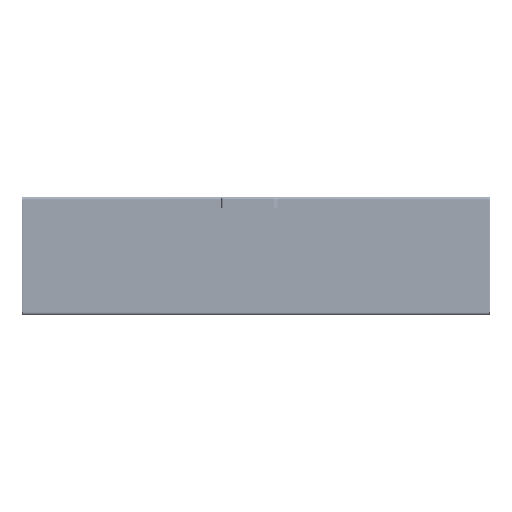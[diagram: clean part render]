
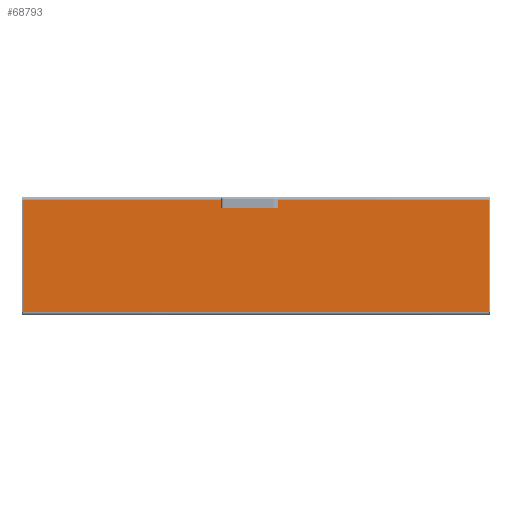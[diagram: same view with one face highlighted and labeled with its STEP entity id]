
A CAD part, top view. The second image highlights one B-rep face of the part: STEP entity #68793.
In plain terms, the highlighted planar face has unit normal (0, 0, 1).
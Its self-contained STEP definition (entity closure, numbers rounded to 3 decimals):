
#3420 = CARTESIAN_POINT ( 'NONE',  ( -14.338, 171., 2. ) ) ;
#3744 = CARTESIAN_POINT ( 'NONE',  ( 54.3, 180., 2. ) ) ;
#3800 = CARTESIAN_POINT ( 'NONE',  ( 775.49, 187.5, 2. ) ) ;
#9775 = CIRCLE ( 'NONE', #45834, 4.5 ) ;
#10002 = VECTOR ( 'NONE', #10401, 1000. ) ;
#10240 = DIRECTION ( 'NONE',  ( 1., 0., 0. ) ) ;
#10243 = DIRECTION ( 'NONE',  ( 0., 0., 1. ) ) ;
#10327 = CARTESIAN_POINT ( 'NONE',  ( -54.3, 175.5, 2. ) ) ;
#10331 = DIRECTION ( 'NONE',  ( 1., 0., 0. ) ) ;
#10337 = DIRECTION ( 'NONE',  ( 1., 0., 0. ) ) ;
#10351 = DIRECTION ( 'NONE',  ( 0., 0., 1. ) ) ;
#10354 = CARTESIAN_POINT ( 'NONE',  ( -14.338, 171., 2. ) ) ;
#10367 = DIRECTION ( 'NONE',  ( 1., 0., 0. ) ) ;
#10369 = DIRECTION ( 'NONE',  ( 0., 0., 1. ) ) ;
#10372 = CARTESIAN_POINT ( 'NONE',  ( 775.49, 187.5, 2. ) ) ;
#10379 = DIRECTION ( 'NONE',  ( 0., 1., 0. ) ) ;
#10389 = CIRCLE ( 'NONE', #45900, 4.5 ) ;
#10401 = DIRECTION ( 'NONE',  ( -1., 0., 0. ) ) ;
#10432 = DIRECTION ( 'NONE',  ( 0., 0., 1. ) ) ;
#10436 = CARTESIAN_POINT ( 'NONE',  ( -26., 175.5, 2. ) ) ;
#10487 = DIRECTION ( 'NONE',  ( 1., 0., 0. ) ) ;
#10490 = CARTESIAN_POINT ( 'NONE',  ( -37.662, 180., 2. ) ) ;
#10539 = CARTESIAN_POINT ( 'NONE',  ( 37.662, 171., 2. ) ) ;
#10543 = DIRECTION ( 'NONE',  ( -1., 0., 0. ) ) ;
#10546 = DIRECTION ( 'NONE',  ( 0., 0., 1. ) ) ;
#10599 = CARTESIAN_POINT ( 'NONE',  ( -37.662, 171., 2. ) ) ;
#10605 = DIRECTION ( 'NONE',  ( 1., 0., 0. ) ) ;
#10700 = VECTOR ( 'NONE', #10487, 1000. ) ;
#10749 = LINE ( 'NONE', #10599, #10700 ) ;
#11101 = CARTESIAN_POINT ( 'NONE',  ( 775.49, 187.5, 2. ) ) ;
#11239 = CIRCLE ( 'NONE', #45876, 12.5 ) ;
#11353 = LINE ( 'NONE', #10490, #10002 ) ;
#11376 = CARTESIAN_POINT ( 'NONE',  ( -26., 175.5, 2. ) ) ;
#11381 = DIRECTION ( 'NONE',  ( -1., 0., 0. ) ) ;
#12012 = DIRECTION ( 'NONE',  ( -1., 0., 0. ) ) ;
#12014 = CARTESIAN_POINT ( 'NONE',  ( 37.662, 180., 2. ) ) ;
#12041 = CARTESIAN_POINT ( 'NONE',  ( 54.3, 175.5, 2. ) ) ;
#12045 = DIRECTION ( 'NONE',  ( -1., 0., 0. ) ) ;
#12076 = DIRECTION ( 'NONE',  ( 1., 0., 0. ) ) ;
#12079 = CARTESIAN_POINT ( 'NONE',  ( -775.49, -187.5, 2. ) ) ;
#12110 = DIRECTION ( 'NONE',  ( -1., 0., 0. ) ) ;
#12112 = DIRECTION ( 'NONE',  ( 0., 0., 1. ) ) ;
#12138 = DIRECTION ( 'NONE',  ( 0., -1., 0. ) ) ;
#12141 = CARTESIAN_POINT ( 'NONE',  ( -775.49, 195., 2. ) ) ;
#12172 = CARTESIAN_POINT ( 'NONE',  ( 26., 175.5, 2. ) ) ;
#12176 = DIRECTION ( 'NONE',  ( -1., 0., 0. ) ) ;
#12913 = DIRECTION ( 'NONE',  ( -1., 0., 0. ) ) ;
#12916 = DIRECTION ( 'NONE',  ( 0., 0., 1. ) ) ;
#13000 = VERTEX_POINT ( 'NONE', #39343 ) ;
#13029 = VERTEX_POINT ( 'NONE', #39333 ) ;
#13032 = VERTEX_POINT ( 'NONE', #39332 ) ;
#13053 = VERTEX_POINT ( 'NONE', #39328 ) ;
#13055 = CARTESIAN_POINT ( 'NONE',  ( 54.3, 175.5, 2. ) ) ;
#13151 = VERTEX_POINT ( 'NONE', #39301 ) ;
#13266 = VERTEX_POINT ( 'NONE', #39273 ) ;
#13290 = CARTESIAN_POINT ( 'NONE',  ( 26., 175.5, 2. ) ) ;
#13306 = VERTEX_POINT ( 'NONE', #39262 ) ;
#13321 = VERTEX_POINT ( 'NONE', #39259 ) ;
#13336 = CARTESIAN_POINT ( 'NONE',  ( 775.49, -195., 2. ) ) ;
#13373 = VERTEX_POINT ( 'NONE', #39244 ) ;
#13581 = VERTEX_POINT ( 'NONE', #39185 ) ;
#13679 = VERTEX_POINT ( 'NONE', #39145 ) ;
#13687 = VERTEX_POINT ( 'NONE', #39142 ) ;
#13725 = VERTEX_POINT ( 'NONE', #39125 ) ;
#13796 = VERTEX_POINT ( 'NONE', #39098 ) ;
#14125 = VECTOR ( 'NONE', #10337, 1000. ) ;
#26431 = EDGE_CURVE ( 'NONE', #13321, #38944, #56781, .T. ) ;
#26505 = EDGE_CURVE ( 'NONE', #38568, #13306, #56583, .T. ) ;
#26509 = EDGE_CURVE ( 'NONE', #13796, #38568, #56574, .T. ) ;
#26512 = EDGE_CURVE ( 'NONE', #13581, #13266, #56560, .T. ) ;
#26513 = EDGE_CURVE ( 'NONE', #13687, #13581, #56555, .T. ) ;
#26515 = EDGE_CURVE ( 'NONE', #13687, #13053, #56547, .T. ) ;
#26516 = EDGE_CURVE ( 'NONE', #13266, #13796, #56578, .T. ) ;
#26517 = EDGE_CURVE ( 'NONE', #13032, #13306, #57677, .T. ) ;
#26519 = EDGE_CURVE ( 'NONE', #38944, #13032, #56596, .T. ) ;
#26522 = EDGE_CURVE ( 'NONE', #13373, #13679, #57646, .T. ) ;
#26524 = EDGE_CURVE ( 'NONE', #13725, #13321, #9775, .T. ) ;
#26526 = EDGE_CURVE ( 'NONE', #39424, #13373, #57762, .T. ) ;
#26527 = EDGE_CURVE ( 'NONE', #13679, #13725, #57720, .T. ) ;
#26529 = EDGE_CURVE ( 'NONE', #13029, #39424, #11239, .T. ) ;
#26531 = EDGE_CURVE ( 'NONE', #13000, #13029, #10749, .T. ) ;
#26534 = EDGE_CURVE ( 'NONE', #13151, #13000, #10389, .T. ) ;
#26536 = EDGE_CURVE ( 'NONE', #13053, #13151, #11353, .T. ) ;
#38568 = VERTEX_POINT ( 'NONE', #3800 ) ;
#38944 = VERTEX_POINT ( 'NONE', #3744 ) ;
#39098 = CARTESIAN_POINT ( 'NONE',  ( 775.49, -187.5, 2. ) ) ;
#39125 = CARTESIAN_POINT ( 'NONE',  ( 54.3, 171., 2. ) ) ;
#39142 = CARTESIAN_POINT ( 'NONE',  ( -29.5, 187.5, 2. ) ) ;
#39145 = CARTESIAN_POINT ( 'NONE',  ( 37.662, 171., 2. ) ) ;
#39185 = CARTESIAN_POINT ( 'NONE',  ( -775.49, 187.5, 2. ) ) ;
#39244 = CARTESIAN_POINT ( 'NONE',  ( 14.338, 171., 2. ) ) ;
#39259 = CARTESIAN_POINT ( 'NONE',  ( 58.8, 175.5, 2. ) ) ;
#39262 = CARTESIAN_POINT ( 'NONE',  ( 29.5, 187.5, 2. ) ) ;
#39273 = CARTESIAN_POINT ( 'NONE',  ( -775.49, -187.5, 2. ) ) ;
#39301 = CARTESIAN_POINT ( 'NONE',  ( -54.3, 180., 2. ) ) ;
#39328 = CARTESIAN_POINT ( 'NONE',  ( -37.662, 180., 2. ) ) ;
#39332 = CARTESIAN_POINT ( 'NONE',  ( 37.662, 180., 2. ) ) ;
#39333 = CARTESIAN_POINT ( 'NONE',  ( -37.662, 171., 2. ) ) ;
#39343 = CARTESIAN_POINT ( 'NONE',  ( -54.3, 171., 2. ) ) ;
#39424 = VERTEX_POINT ( 'NONE', #3420 ) ;
#45389 = FACE_OUTER_BOUND ( 'NONE', #55496, .T. ) ;
#45796 = AXIS2_PLACEMENT_3D ( 'NONE', #12172, #10351, #12045 ) ;
#45831 = AXIS2_PLACEMENT_3D ( 'NONE', #13290, #12112, #12110 ) ;
#45834 = AXIS2_PLACEMENT_3D ( 'NONE', #12041, #10546, #10543 ) ;
#45876 = AXIS2_PLACEMENT_3D ( 'NONE', #10436, #10432, #10331 ) ;
#45900 = AXIS2_PLACEMENT_3D ( 'NONE', #10327, #10243, #10240 ) ;
#46022 = AXIS2_PLACEMENT_3D ( 'NONE', #13055, #12916, #12913 ) ;
#46079 = AXIS2_PLACEMENT_3D ( 'NONE', #11376, #10369, #10367 ) ;
#55496 = EDGE_LOOP ( 'NONE', ( #75983, #75984, #75985, #75986, #75987, #75988, #75989, #75990, #75991, #75992, #75993, #75994, #75995, #75996, #75997, #75998, #75999 ) ) ;
#56547 = CIRCLE ( 'NONE', #46079, 12.5 ) ;
#56549 = VECTOR ( 'NONE', #12012, 1000. ) ;
#56553 = VECTOR ( 'NONE', #12176, 1000. ) ;
#56555 = LINE ( 'NONE', #10372, #56553 ) ;
#56557 = VECTOR ( 'NONE', #12138, 1000. ) ;
#56560 = LINE ( 'NONE', #12141, #56557 ) ;
#56565 = VECTOR ( 'NONE', #12076, 1000. ) ;
#56570 = VECTOR ( 'NONE', #10379, 1000. ) ;
#56574 = LINE ( 'NONE', #13336, #56570 ) ;
#56578 = LINE ( 'NONE', #12079, #56565 ) ;
#56581 = VECTOR ( 'NONE', #11381, 1000. ) ;
#56583 = LINE ( 'NONE', #11101, #56581 ) ;
#56596 = LINE ( 'NONE', #12014, #56549 ) ;
#56781 = CIRCLE ( 'NONE', #46022, 4.5 ) ;
#57646 = CIRCLE ( 'NONE', #45796, 12.5 ) ;
#57651 = VECTOR ( 'NONE', #10605, 1000. ) ;
#57677 = CIRCLE ( 'NONE', #45831, 12.5 ) ;
#57720 = LINE ( 'NONE', #10539, #14125 ) ;
#57762 = LINE ( 'NONE', #10354, #57651 ) ;
#62991 = AXIS2_PLACEMENT_3D ( 'NONE', #84728, #84890, #84891 ) ;
#68793 = ADVANCED_FACE ( 'NONE', ( #45389 ), #84651, .T. ) ;
#75983 = ORIENTED_EDGE ( 'NONE', *, *, #26515, .F. ) ;
#75984 = ORIENTED_EDGE ( 'NONE', *, *, #26513, .T. ) ;
#75985 = ORIENTED_EDGE ( 'NONE', *, *, #26512, .T. ) ;
#75986 = ORIENTED_EDGE ( 'NONE', *, *, #26516, .T. ) ;
#75987 = ORIENTED_EDGE ( 'NONE', *, *, #26509, .T. ) ;
#75988 = ORIENTED_EDGE ( 'NONE', *, *, #26505, .T. ) ;
#75989 = ORIENTED_EDGE ( 'NONE', *, *, #26517, .F. ) ;
#75990 = ORIENTED_EDGE ( 'NONE', *, *, #26519, .F. ) ;
#75991 = ORIENTED_EDGE ( 'NONE', *, *, #26431, .F. ) ;
#75992 = ORIENTED_EDGE ( 'NONE', *, *, #26524, .F. ) ;
#75993 = ORIENTED_EDGE ( 'NONE', *, *, #26527, .F. ) ;
#75994 = ORIENTED_EDGE ( 'NONE', *, *, #26522, .F. ) ;
#75995 = ORIENTED_EDGE ( 'NONE', *, *, #26526, .F. ) ;
#75996 = ORIENTED_EDGE ( 'NONE', *, *, #26529, .F. ) ;
#75997 = ORIENTED_EDGE ( 'NONE', *, *, #26531, .F. ) ;
#75998 = ORIENTED_EDGE ( 'NONE', *, *, #26534, .F. ) ;
#75999 = ORIENTED_EDGE ( 'NONE', *, *, #26536, .F. ) ;
#84651 = PLANE ( 'NONE',  #62991 ) ;
#84728 = CARTESIAN_POINT ( 'NONE',  ( -775.5, -195., 2. ) ) ;
#84890 = DIRECTION ( 'NONE',  ( 0., 0., 1. ) ) ;
#84891 = DIRECTION ( 'NONE',  ( 1., 0., 0. ) ) ;
